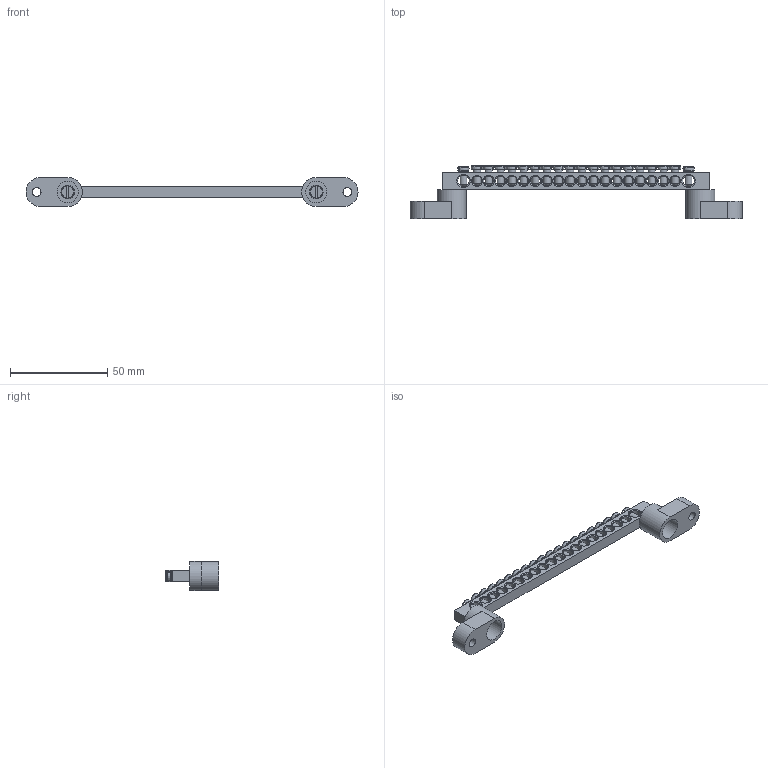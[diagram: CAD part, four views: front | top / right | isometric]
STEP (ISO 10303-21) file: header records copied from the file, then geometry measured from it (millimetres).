
FILE_DESCRIPTION(/* description */ (''),/* implementation_level */ '2;1');
FILE_NAME(/* name */ 'Шина PE 6х9-20_2 на двух угловых изоляторах.stp',/* time_stamp */ '2021-04-12T22:31:51+03:00',/* author */ ('Admin'),/* organization */ (''),/* preprocessor_version */ 'ST-DEVELOPER v15.6',/* originating_system */ 'Autodesk Inventor 2015',/* authorisation */ '');
FILE_SCHEMA (('AUTOMOTIVE_DESIGN { 1 0 10303 214 3 1 1 }'));
Length unit declared in the file: millimetre
Products named in the file (5): 6х9-20_2; Винт M4x8; Изолятор \X2\04430433043B
 желтый; DIN 84 - M4 x 10; Шина PE, N на двух 
угловых \X2\04380437043E043B044F0442043E0440

Assembly tree (25 placements, depth 2):
  Шина PE, N на двух 
угловых \X2\04380437043E043B044F0442043E0440

    6х9-20_2
    Винт M4x8  x20
    Изолятор \X2\04430433043B
 желтый  x2
    DIN 84 - M4 x 10  x2
Bounding box: 171 x 27.65 x 15 mm (x, y, z)
Volume: 14267 mm3; surface area: 14481.7 mm2
Topology: 25 solids, 25 shells, 638 faces, 1659 edges, 1095 vertices
Faces by surface type: plane 332, cone 106, cylinder 76, torus 64, sphere 40, bspline 20
Full cylindrical faces by diameter (mm): 3.242 x22, 3.621 x2, 3.9 x20, 4 x2, 4.5 x4, 5 x18, 6 x2, 11 x2, 15 x2
Entity records: 4863 total; most frequent: CARTESIAN_POINT 1413, DIRECTION 696, ORIENTED_EDGE 482, AXIS2_PLACEMENT_3D 325, EDGE_LOOP 323, EDGE_CURVE 241, VERTEX_POINT 208, FACE_BOUND 185
